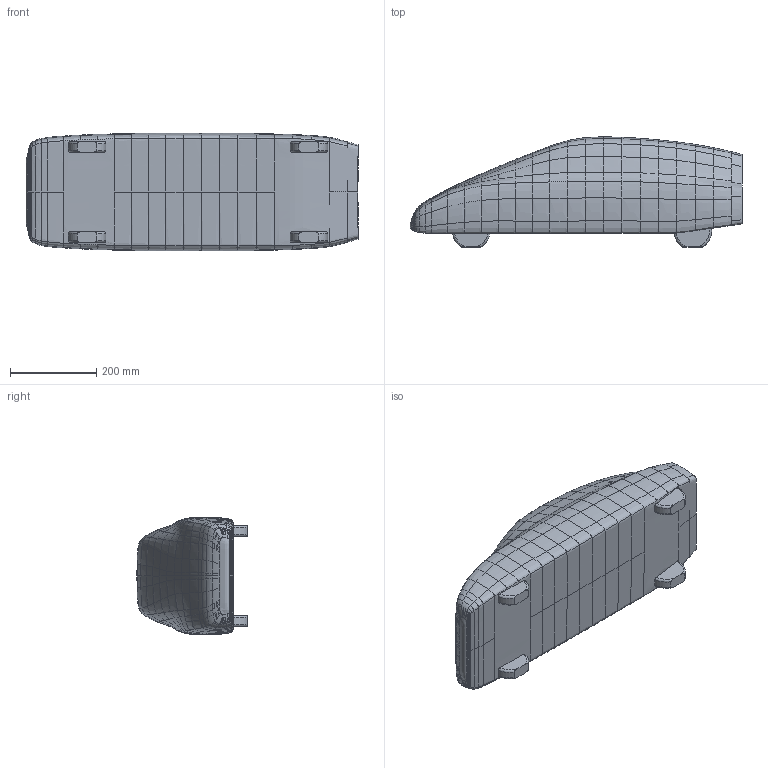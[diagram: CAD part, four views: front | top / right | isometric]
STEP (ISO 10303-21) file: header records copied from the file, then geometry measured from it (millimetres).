
FILE_DESCRIPTION(('FreeCAD Model'),'2;1');
FILE_NAME('Open CASCADE Shape Model','2025-05-04T17:48:25',('FreeCAD'),( 'FreeCAD'),'Open CASCADE STEP processor 7.6','FreeCAD','Unknown');
FILE_SCHEMA(('AUTOMOTIVE_DESIGN { 1 0 10303 214 1 1 1 1 }'));
Products named in the file (1): Open CASCADE STEP translator 7.6 1
Bounding box: 769.35 x 255.15 x 273.03 mm (x, y, z)
Volume: 32232413.3 mm3; surface area: 672013.9 mm2
Topology: 1 solids, 1 shells, 520 faces, 1518 edges, 1004 vertices
Faces by surface type: bspline 520
Entity records: 225998 total; most frequent: CARTESIAN_POINT 216873, ORIENTED_EDGE 3036, EDGE_CURVE 1518, B_SPLINE_CURVE_WITH_KNOTS 1486, VERTEX_POINT 1004, FACE_BOUND 524, EDGE_LOOP 524, ADVANCED_FACE 520
